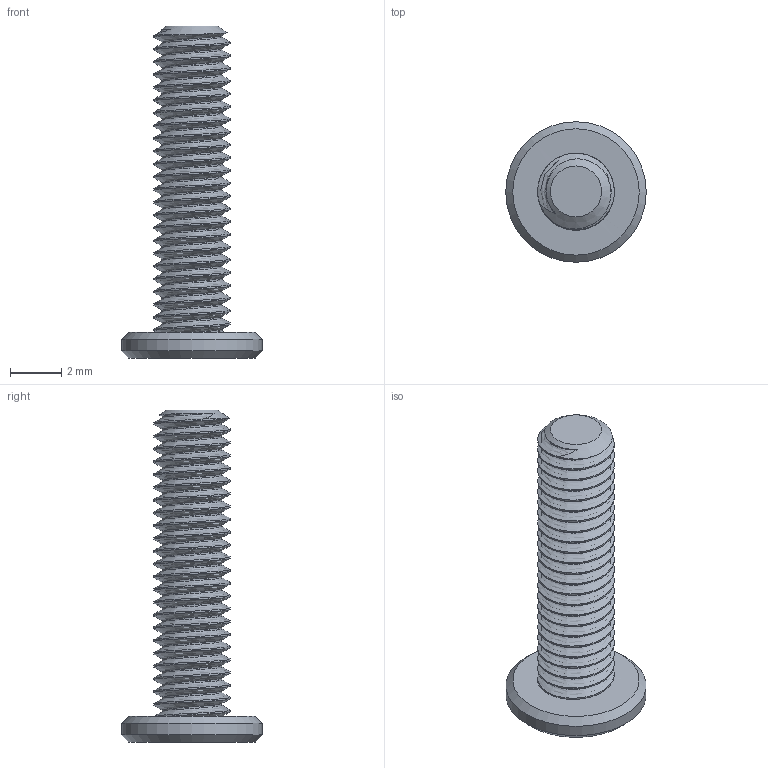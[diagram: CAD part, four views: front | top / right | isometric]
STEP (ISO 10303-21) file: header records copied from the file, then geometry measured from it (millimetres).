
FILE_DESCRIPTION(/* description */ (''),/* implementation_level */ '2;1');
FILE_NAME(/* name */ 'M3X12_WAFER_HEAD.step',/* time_stamp */ '2023-01-07T19:04:57+01:00',/* author */ (''),/* organization */ (''),/* preprocessor_version */ 'ST-DEVELOPER v19.2',/* originating_system */ 'Autodesk Translation Framework v11.17.0.187',/* authorisation */ '');
FILE_SCHEMA (('AUTOMOTIVE_DESIGN { 1 0 10303 214 3 1 1 }'));
Length unit declared in the file: millimetre
Products named in the file (1): M3X12_WAFER_HEAD
Bounding box: 5.5 x 5.5 x 13 mm (x, y, z)
Volume: 87 mm3; surface area: 236.9 mm2
Topology: 1 solids, 1 shells, 71 faces, 210 edges, 143 vertices
Faces by surface type: cylinder 50, plane 10, cone 9, bspline 2
Full cylindrical faces by diameter (mm): 2.35 x23, 3 x22, 5.5 x1
Entity records: 21551 total; most frequent: CARTESIAN_POINT 19858, ORIENTED_EDGE 420, DIRECTION 235, EDGE_CURVE 210, VERTEX_POINT 143, B_SPLINE_CURVE_WITH_KNOTS 125, AXIS2_PLACEMENT_3D 86, EDGE_LOOP 73
